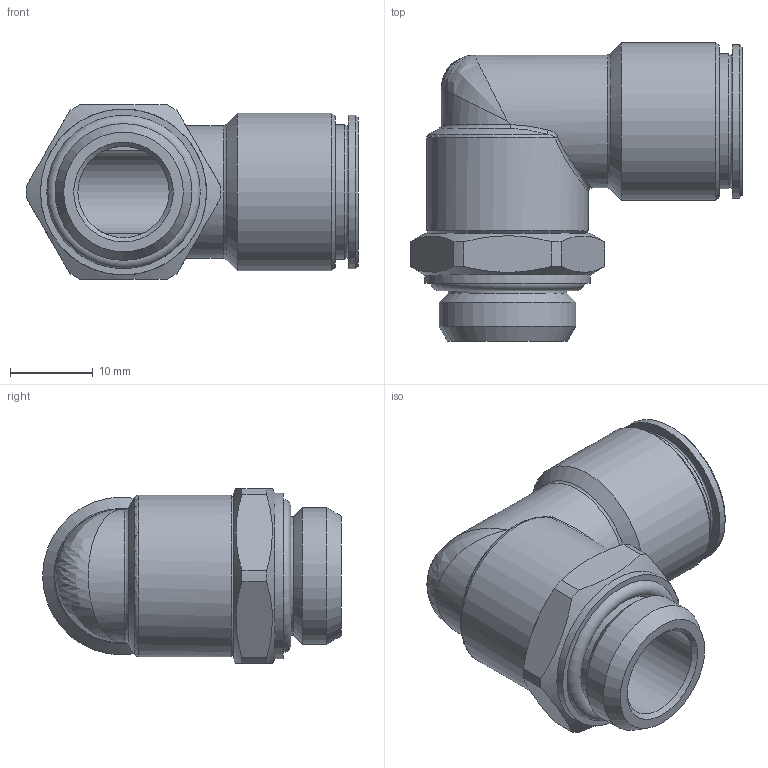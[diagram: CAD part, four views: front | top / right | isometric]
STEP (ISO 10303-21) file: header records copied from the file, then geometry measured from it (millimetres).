
FILE_DESCRIPTION(/* description */ ('STEP AP214'),/* implementation_level */ '2;1');
FILE_NAME(/* name */ 'X0060063',/* time_stamp */ '2022-07-21T10:33:39+02:00',/* author */ ('License CC BY-ND 4.0'),/* organization */ ('CADENAS'),/* preprocessor_version */ 'ST-DEVELOPER v18.102',/* originating_system */ 'PARTsolutions',/* authorisation */ ' ');
FILE_SCHEMA (('AUTOMOTIVE_DESIGN {1 0 10303 214 3 1 1}'));
Length unit declared in the file: millimetre
Products named in the file (2): X0060063; X0060063_PART1
Assembly tree (1 placements, depth 2):
  X0060063
    X0060063_PART1
Bounding box: 40.01 x 36 x 21 mm (x, y, z)
Volume: 8569.3 mm3; surface area: 5781.6 mm2
Topology: 1 solids, 1 shells, 63 faces, 145 edges, 85 vertices
Faces by surface type: cylinder 19, plane 16, cone 12, bspline 8, torus 6, sphere 2
Full cylindrical faces by diameter (mm): 10 x1, 11 x1, 12.15 x1, 14.3 x1, 16 x1, 16.25 x1, 16.5 x1, 18.5 x1, 19 x1, 19.5 x1, 20 x1
Entity records: 2515 total; most frequent: CARTESIAN_POINT 872, DIRECTION 244, ORIENTED_EDGE 208, AXIS2_PLACEMENT_3D 115, EDGE_CURVE 104, EDGE_LOOP 95, FACE_BOUND 95, VERTEX_POINT 75
